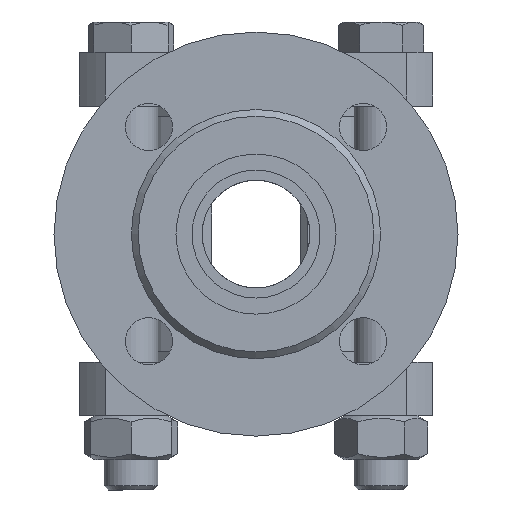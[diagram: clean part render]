
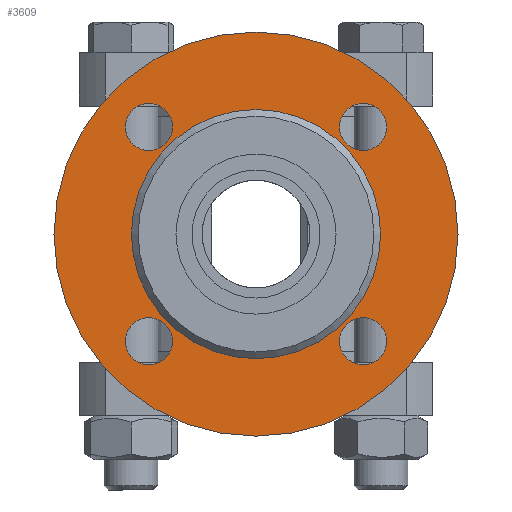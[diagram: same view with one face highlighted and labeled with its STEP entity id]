
A CAD part, front view. The second image highlights one B-rep face of the part: STEP entity #3609.
In plain terms, the highlighted face is planar.
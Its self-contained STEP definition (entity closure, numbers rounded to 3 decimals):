
#3443=CARTESIAN_POINT('',(12.,-31.82,-24.82));
#3444=VERTEX_POINT('',#3443);
#3445=CARTESIAN_POINT('',(12.,-31.82,-31.82));
#3446=DIRECTION('',(-1.0,0.0,0.0));
#3447=DIRECTION('',(0.0,0.0,-1.0));
#3448=AXIS2_PLACEMENT_3D('',#3445,#3446,#3447);
#3449=CIRCLE('',#3448,7.);
#3450=EDGE_CURVE('',#3444,#3444,#3449,.T.);
#3471=CARTESIAN_POINT('',(12.,-24.82,31.82));
#3472=VERTEX_POINT('',#3471);
#3473=CARTESIAN_POINT('',(12.,-31.82,31.82));
#3474=DIRECTION('',(-1.0,0.0,0.0));
#3475=DIRECTION('',(0.0,-1.0,0.0));
#3476=AXIS2_PLACEMENT_3D('',#3473,#3474,#3475);
#3477=CIRCLE('',#3476,7.);
#3478=EDGE_CURVE('',#3472,#3472,#3477,.T.);
#3499=CARTESIAN_POINT('',(12.,31.82,24.82));
#3500=VERTEX_POINT('',#3499);
#3501=CARTESIAN_POINT('',(12.,31.82,31.82));
#3502=DIRECTION('',(-1.0,0.0,0.0));
#3503=DIRECTION('',(0.0,0.0,1.0));
#3504=AXIS2_PLACEMENT_3D('',#3501,#3502,#3503);
#3505=CIRCLE('',#3504,7.);
#3506=EDGE_CURVE('',#3500,#3500,#3505,.T.);
#3527=CARTESIAN_POINT('',(12.,24.82,-31.82));
#3528=VERTEX_POINT('',#3527);
#3529=CARTESIAN_POINT('',(12.,31.82,-31.82));
#3530=DIRECTION('',(1.0,0.0,0.0));
#3531=DIRECTION('',(0.0,1.0,0.0));
#3532=AXIS2_PLACEMENT_3D('',#3529,#3530,#3531);
#3533=CIRCLE('',#3532,7.);
#3534=EDGE_CURVE('',#3528,#3528,#3533,.T.);
#3555=CARTESIAN_POINT('',(12.,0.,-37.));
#3556=VERTEX_POINT('',#3555);
#3557=CARTESIAN_POINT('',(12.,0.,0.));
#3558=DIRECTION('',(1.0,0.0,0.0));
#3559=DIRECTION('',(0.0,0.0,-1.0));
#3560=AXIS2_PLACEMENT_3D('',#3557,#3558,#3559);
#3561=CIRCLE('',#3560,37.0);
#3562=EDGE_CURVE('',#3556,#3556,#3561,.T.);
#3578=CARTESIAN_POINT('',(12.,0.,-55.575));
#3579=DIRECTION('',(-1.0,0.0,0.0));
#3580=DIRECTION('',(0.0,0.0,-1.0));
#3581=AXIS2_PLACEMENT_3D('',#3578,#3579,#3580);
#3582=PLANE('',#3581);
#3583=CARTESIAN_POINT('',(12.,-60.,0.));
#3584=VERTEX_POINT('',#3583);
#3585=CARTESIAN_POINT('',(12.,0.,0.));
#3586=DIRECTION('',(-1.0,0.0,0.0));
#3587=DIRECTION('',(0.0,1.0,0.0));
#3588=AXIS2_PLACEMENT_3D('',#3585,#3586,#3587);
#3589=CIRCLE('',#3588,60.0);
#3590=EDGE_CURVE('',#3584,#3584,#3589,.T.);
#3591=ORIENTED_EDGE('',*,*,#3590,.F.);
#3592=EDGE_LOOP('',(#3591));
#3593=FACE_OUTER_BOUND('',#3592,.T.);
#3594=ORIENTED_EDGE('',*,*,#3450,.T.);
#3595=EDGE_LOOP('',(#3594));
#3596=FACE_BOUND('',#3595,.T.);
#3597=ORIENTED_EDGE('',*,*,#3478,.T.);
#3598=EDGE_LOOP('',(#3597));
#3599=FACE_BOUND('',#3598,.T.);
#3600=ORIENTED_EDGE('',*,*,#3506,.T.);
#3601=EDGE_LOOP('',(#3600));
#3602=FACE_BOUND('',#3601,.T.);
#3603=ORIENTED_EDGE('',*,*,#3534,.F.);
#3604=EDGE_LOOP('',(#3603));
#3605=FACE_BOUND('',#3604,.T.);
#3606=ORIENTED_EDGE('',*,*,#3562,.F.);
#3607=EDGE_LOOP('',(#3606));
#3608=FACE_BOUND('',#3607,.T.);
#3609=ADVANCED_FACE('',(#3593,#3596,#3599,#3602,#3605,#3608),#3582,.F.);
